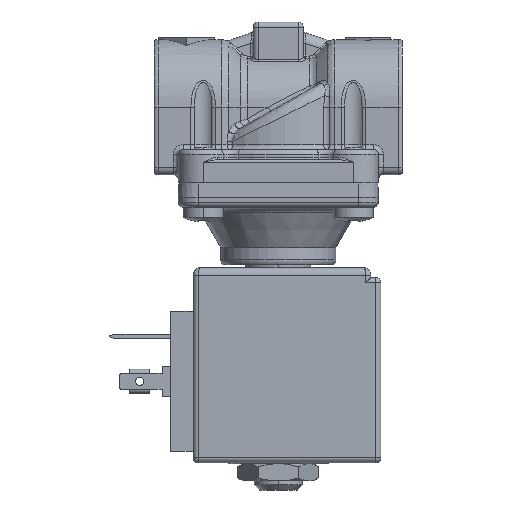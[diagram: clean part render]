
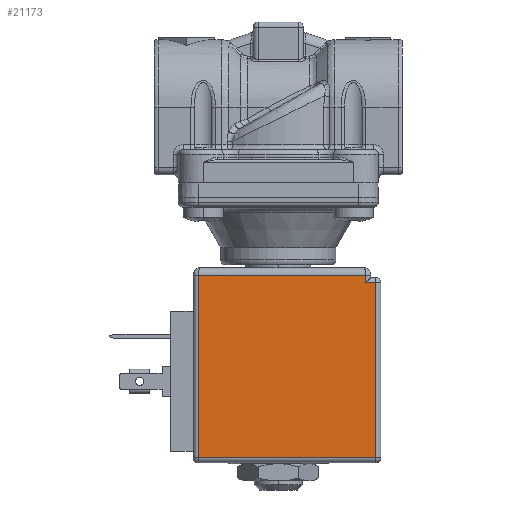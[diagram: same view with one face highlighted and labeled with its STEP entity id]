
A CAD part, front view. The second image highlights one B-rep face of the part: STEP entity #21173.
In plain terms, the highlighted face is planar.
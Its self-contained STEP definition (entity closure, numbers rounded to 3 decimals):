
#18578=DIRECTION('',(0.,-1.,0.));
#18579=VECTOR('',#18578,36.5);
#18580=CARTESIAN_POINT('',(-16.,33.,-15.));
#18581=LINE('',#18580,#18579);
#18585=DIRECTION('',(-1.,0.,0.));
#18586=VECTOR('',#18585,33.5);
#18587=CARTESIAN_POINT('',(17.5,-3.5,
-15.));
#18588=LINE('',#18587,#18586);
#18592=DIRECTION('',(0.,-1.,0.));
#18593=VECTOR('',#18592,1.5);
#18594=CARTESIAN_POINT('',(17.5,-2.,-15.));
#18595=LINE('',#18594,#18593);
#18599=DIRECTION('',(-1.,0.,0.));
#18600=VECTOR('',#18599,2.);
#18601=CARTESIAN_POINT('',(19.5,-2.,-15.));
#18602=LINE('',#18601,#18600);
#18606=DIRECTION('',(0.,-1.,0.));
#18607=VECTOR('',#18606,35.);
#18608=CARTESIAN_POINT('',(19.5,33.,-15.));
#18609=LINE('',#18608,#18607);
#18613=DIRECTION('',(1.,0.,0.));
#18614=VECTOR('',#18613,35.5);
#18615=CARTESIAN_POINT('',(-16.,33.,-15.));
#18616=LINE('',#18615,#18614);
#20669=CARTESIAN_POINT('',(-16.,33.,-15.));
#20670=CARTESIAN_POINT('',(-16.,-3.5,
-15.));
#20671=VERTEX_POINT('',#20669);
#20672=VERTEX_POINT('',#20670);
#20687=CARTESIAN_POINT('',(17.5,-3.5,
-15.));
#20688=VERTEX_POINT('',#20687);
#20715=CARTESIAN_POINT('',(19.5,33.,-15.));
#20716=VERTEX_POINT('',#20715);
#20717=CARTESIAN_POINT('',(19.5,-2.,-15.));
#20718=VERTEX_POINT('',#20717);
#20723=CARTESIAN_POINT('',(17.5,-2.,-15.));
#20724=VERTEX_POINT('',#20723);
#21155=CARTESIAN_POINT('',(0.,34.,-15.));
#21156=DIRECTION('',(0.,0.,1.));
#21157=DIRECTION('',(1.,0.,0.));
#21158=AXIS2_PLACEMENT_3D('',#21155,#21156,#21157);
#21159=PLANE('',#21158);
#21161=ORIENTED_EDGE('',*,*,#21160,.T.);
#21163=ORIENTED_EDGE('',*,*,#21162,.F.);
#21165=ORIENTED_EDGE('',*,*,#21164,.F.);
#21166=ORIENTED_EDGE('',*,*,#21145,.F.);
#21168=ORIENTED_EDGE('',*,*,#21167,.F.);
#21170=ORIENTED_EDGE('',*,*,#21169,.F.);
#21171=EDGE_LOOP('',(#21161,#21163,#21165,#21166,#21168,#21170));
#21172=FACE_OUTER_BOUND('',#21171,.F.);
#21173=ADVANCED_FACE('',(#21172),#21159,.F.);
#21145=EDGE_CURVE('',#20718,#20724,#18602,.T.);
#21160=EDGE_CURVE('',#20671,#20672,#18581,.T.);
#21162=EDGE_CURVE('',#20688,#20672,#18588,.T.);
#21164=EDGE_CURVE('',#20724,#20688,#18595,.T.);
#21167=EDGE_CURVE('',#20716,#20718,#18609,.T.);
#21169=EDGE_CURVE('',#20671,#20716,#18616,.T.);
